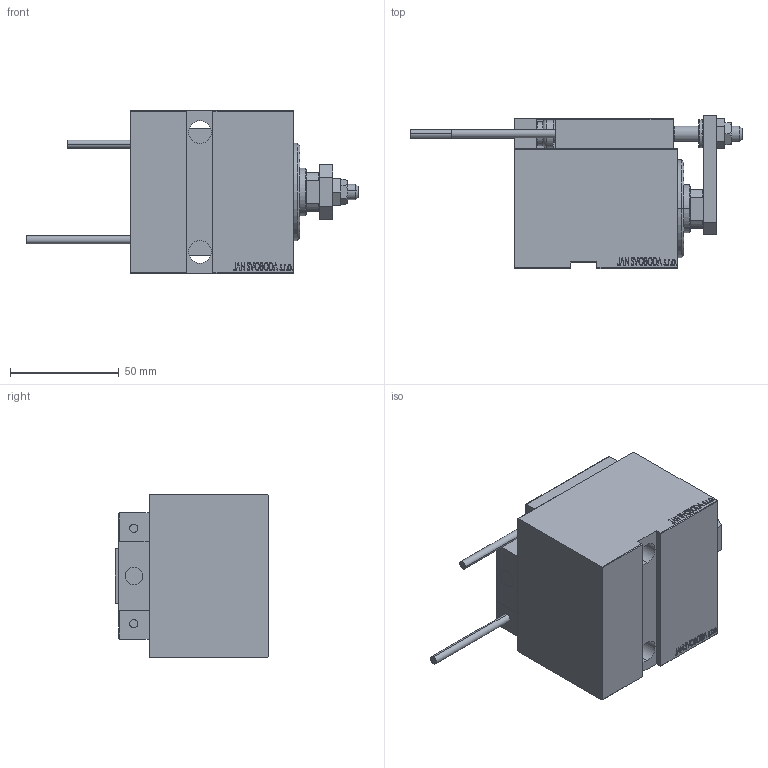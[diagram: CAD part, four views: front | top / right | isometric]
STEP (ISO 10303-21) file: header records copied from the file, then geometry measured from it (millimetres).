
FILE_DESCRIPTION (( 'STEP AP203' ), '1' );
FILE_NAME ('f4b4.STEP', '2021-03-19T01:34:16', ( '' ), ( '' ), 'SwSTEP 2.0', 'SolidWorks 2019', '' );
FILE_SCHEMA (( 'CONFIG_CONTROL_DESIGN' ));
Length unit declared in the file: millimetre
Products named in the file (16): SWITCH DIM B,W 6831b040ed5b8a2ef7169de9fdd15340; TYC_L79 6831b040ed5b8a2ef7169de9fdd15340; ALLEN BOLT D8 6831b040ed5b8a2ef7169de9fdd15340; ZARAZKA 6831b040ed5b8a2ef7169de9fdd15340; Block 6831b040ed5b8a2ef7169de9fdd15340; MAGNET 6831b040ed5b8a2ef7169de9fdd15340; ALLEN BOLT D5 6831b040ed5b8a2ef7169de9fdd15340; NUT_D12 6831b040ed5b8a2ef7169de9fdd15340; NUT_D10 6831b040ed5b8a2ef7169de9fdd15340; KONCOVKA 6831b040ed5b8a2ef7169de9fdd15340; SWITCH X 6831b040ed5b8a2ef7169de9fdd15340; V450CM_E 6831b040ed5b8a2ef7169de9fdd15340; V450CM_VC_B 6831b040ed5b8a2ef7169de9fdd15340; V450CM_E_VCP 6831b040ed5b8a2ef7169de9fdd15340; f4b4; SWITCH_X_FRONT_BACK 6831b040ed5b8a2ef7169de9fdd15340
Assembly tree (25 placements, depth 3):
  f4b4
    V450CM_E 6831b040ed5b8a2ef7169de9fdd15340
    V450CM_E_VCP 6831b040ed5b8a2ef7169de9fdd15340
    V450CM_VC_B 6831b040ed5b8a2ef7169de9fdd15340
    SWITCH X 6831b040ed5b8a2ef7169de9fdd15340
      SWITCH_X_FRONT_BACK 6831b040ed5b8a2ef7169de9fdd15340  x2
      TYC_L79 6831b040ed5b8a2ef7169de9fdd15340
      Block 6831b040ed5b8a2ef7169de9fdd15340  x2
      ALLEN BOLT D5 6831b040ed5b8a2ef7169de9fdd15340  x4
      ALLEN BOLT D8 6831b040ed5b8a2ef7169de9fdd15340  x4
      MAGNET 6831b040ed5b8a2ef7169de9fdd15340  x2
      KONCOVKA 6831b040ed5b8a2ef7169de9fdd15340  x2
    SWITCH DIM B,W 6831b040ed5b8a2ef7169de9fdd15340
    ZARAZKA 6831b040ed5b8a2ef7169de9fdd15340
    NUT_D10 6831b040ed5b8a2ef7169de9fdd15340
    NUT_D12 6831b040ed5b8a2ef7169de9fdd15340
Bounding box: 152.7 x 70.5 x 75 mm (x, y, z)
Volume: 334663.4 mm3; surface area: 77235.1 mm2
Topology: 24 solids, 24 shells, 1267 faces, 3040 edges, 1942 vertices
Faces by surface type: plane 564, bspline 380, cylinder 162, cone 113, torus 44, sphere 4
Entity records: 49293 total; most frequent: CARTESIAN_POINT 25295, ORIENTED_EDGE 5100, DIRECTION 3353, EDGE_CURVE 2550, VERTEX_POINT 1666, VECTOR 1489, LINE 1489, EDGE_LOOP 1164
